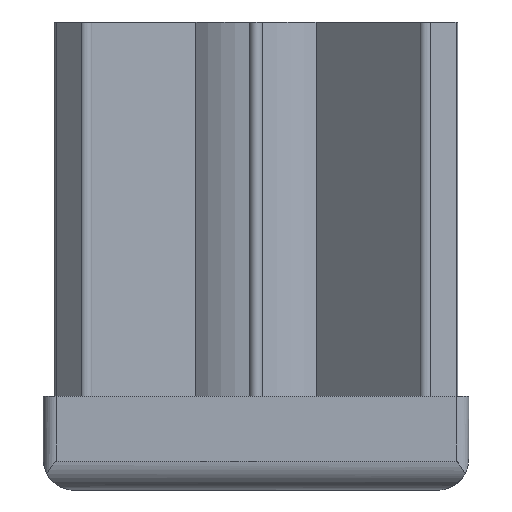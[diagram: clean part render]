
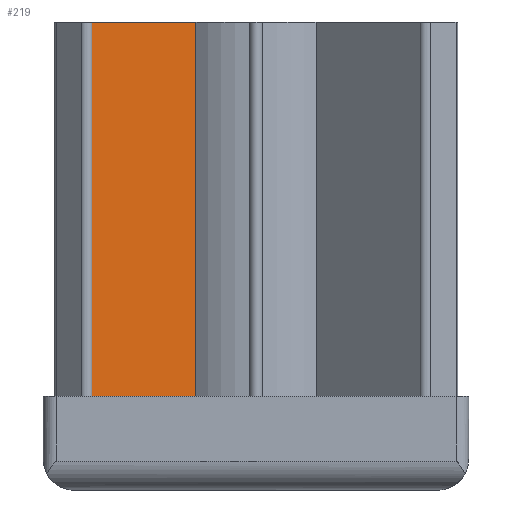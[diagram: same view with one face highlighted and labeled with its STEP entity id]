
A CAD part, front view. The second image highlights one B-rep face of the part: STEP entity #219.
In plain terms, the highlighted planar face has unit normal (0.707, -0.707, 0).
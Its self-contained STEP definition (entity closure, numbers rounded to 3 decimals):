
#219 = ADVANCED_FACE( '', ( #441 ), #442, .F. );
#441 = FACE_OUTER_BOUND( '', #656, .T. );
#442 = PLANE( '', #657 );
#656 = EDGE_LOOP( '', ( #1280, #1281, #1282, #1283 ) );
#657 = AXIS2_PLACEMENT_3D( '', #1284, #1285, #1286 );
#1280 = ORIENTED_EDGE( '', *, *, #1468, .T. );
#1281 = ORIENTED_EDGE( '', *, *, #1551, .T. );
#1282 = ORIENTED_EDGE( '', *, *, #1328, .F. );
#1283 = ORIENTED_EDGE( '', *, *, #1443, .F. );
#1284 = CARTESIAN_POINT( '', ( -20.409, -21.47, 55. ) );
#1285 = DIRECTION( '', ( -0.707, 0.707, 0. ) );
#1286 = DIRECTION( '', ( -0.707, -0.707, 0. ) );
#1328 = EDGE_CURVE( '', #1598, #1599, #1600, .T. );
#1443 = EDGE_CURVE( '', #1790, #1598, #1792, .T. );
#1468 = EDGE_CURVE( '', #1790, #1826, #1828, .T. );
#1551 = EDGE_CURVE( '', #1826, #1599, #1928, .T. );
#1598 = VERTEX_POINT( '', #1992 );
#1599 = VERTEX_POINT( '', #1993 );
#1600 = LINE( '', #1994, #1995 );
#1790 = VERTEX_POINT( '', #2361 );
#1792 = LINE( '', #2364, #2365 );
#1826 = VERTEX_POINT( '', #2410 );
#1828 = LINE( '', #2413, #2414 );
#1928 = LINE( '', #2584, #2585 );
#1992 = CARTESIAN_POINT( '', ( -7.053, -8.113, 55. ) );
#1993 = CARTESIAN_POINT( '', ( -7.053, -8.113, 11. ) );
#1994 = CARTESIAN_POINT( '', ( -7.053, -8.113, 55. ) );
#1995 = VECTOR( '', #2612, 1000. );
#2361 = CARTESIAN_POINT( '', ( -20.409, -21.47, 55. ) );
#2364 = CARTESIAN_POINT( '', ( -20.409, -21.47, 55. ) );
#2365 = VECTOR( '', #2734, 1000. );
#2410 = CARTESIAN_POINT( '', ( -20.409, -21.47, 11. ) );
#2413 = CARTESIAN_POINT( '', ( -20.409, -21.47, 55. ) );
#2414 = VECTOR( '', #2780, 1000. );
#2584 = CARTESIAN_POINT( '', ( -20.409, -21.47, 11. ) );
#2585 = VECTOR( '', #2859, 1000. );
#2612 = DIRECTION( '', ( 0., 0., -1. ) );
#2734 = DIRECTION( '', ( 0.707, 0.707, 0. ) );
#2780 = DIRECTION( '', ( 0., 0., -1. ) );
#2859 = DIRECTION( '', ( 0.707, 0.707, 0. ) );
